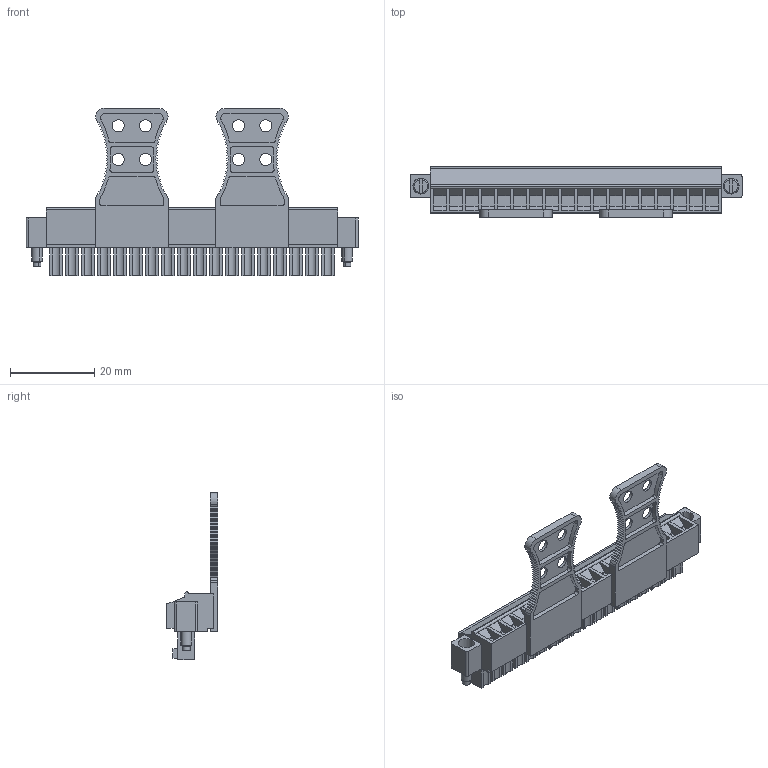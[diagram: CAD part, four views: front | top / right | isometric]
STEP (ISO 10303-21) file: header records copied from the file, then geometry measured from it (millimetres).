
FILE_DESCRIPTION(('CATIA V5 STEP Exchange','CAx-IF Rec.Pracs.--- Model Styling and Organization---1.2---2011-12-15'),'2;1');
FILE_NAME ('D1450079_0_1236720000_1236720000.stp','2018-09-19T13:19:50+00:00',('none'),('Weidmueller'),'CATIA Version 5-6 Release 2014','CATIA V5 STEP AP214','none');
FILE_SCHEMA(('AUTOMOTIVE_DESIGN { 1 0 10303 214 1 1 1 1 }'));
Length unit declared in the file: millimetre
Products named in the file (1): 1236720000
Bounding box: 78.97 x 12.2 x 39.75 mm (x, y, z)
Volume: 8040.5 mm3; surface area: 8965.6 mm2
Topology: 5 solids, 5 shells, 943 faces, 2533 edges, 1682 vertices
Faces by surface type: plane 717, cylinder 174, cone 44, torus 8
Entity records: 27005 total; most frequent: ORIENTED_EDGE 5066, CARTESIAN_POINT 4809, DIRECTION 3647, EDGE_CURVE 2533, VECTOR 2081, LINE 2081, VERTEX_POINT 1682, EDGE_LOOP 1045
